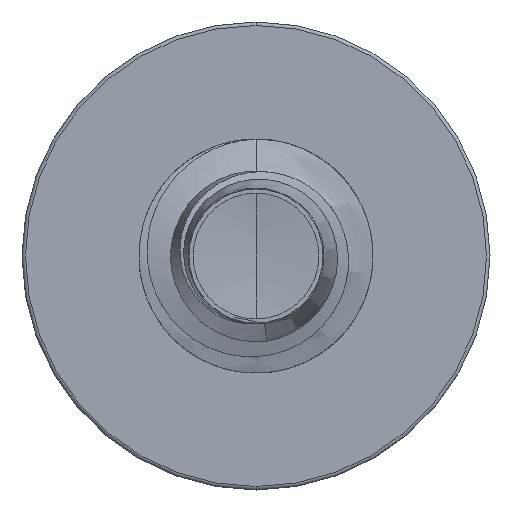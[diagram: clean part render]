
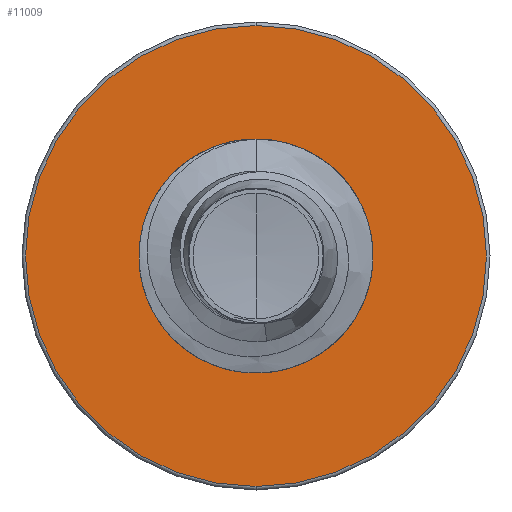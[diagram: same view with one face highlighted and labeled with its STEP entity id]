
A CAD part, front view. The second image highlights one B-rep face of the part: STEP entity #11009.
In plain terms, the highlighted planar face has unit normal (0, -1, 0).
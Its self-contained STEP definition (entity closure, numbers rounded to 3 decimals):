
#302 = AXIS2_PLACEMENT_3D ( 'NONE', #12186, #5236, #13332 ) ;
#431 = CIRCLE ( 'NONE', #9150, 0.866 ) ;
#594 = AXIS2_PLACEMENT_3D ( 'NONE', #1063, #9171, #2228 ) ;
#1063 = CARTESIAN_POINT ( 'NONE',  ( 0., 6.5, 0. ) ) ;
#1170 = EDGE_CURVE ( 'NONE', #2285, #1552, #5542, .T. ) ;
#1552 = VERTEX_POINT ( 'NONE', #5252 ) ;
#2077 = CIRCLE ( 'NONE', #302, 0.866 ) ;
#2228 = DIRECTION ( 'NONE',  ( 0., 0., 1. ) ) ;
#2270 = CIRCLE ( 'NONE', #594, 1.773 ) ;
#2285 = VERTEX_POINT ( 'NONE', #2506 ) ;
#2313 = CARTESIAN_POINT ( 'NONE',  ( 0., 6.5, 0. ) ) ;
#2506 = CARTESIAN_POINT ( 'NONE',  ( 0., 6.5, 1.773 ) ) ;
#2803 = PLANE ( 'NONE',  #7990 ) ;
#3476 = DIRECTION ( 'NONE',  ( 0., 0., 1. ) ) ;
#3598 = EDGE_CURVE ( 'NONE', #1552, #2285, #2270, .T. ) ;
#4423 = FACE_BOUND ( 'NONE', #11975, .T. ) ;
#4835 = EDGE_CURVE ( 'NONE', #7502, #10618, #431, .T. ) ;
#4984 = CARTESIAN_POINT ( 'NONE',  ( 0., 6.5, 0.866 ) ) ;
#5045 = AXIS2_PLACEMENT_3D ( 'NONE', #11532, #10236, #9155 ) ;
#5181 = CARTESIAN_POINT ( 'NONE',  ( 0., 6.5, -0.866 ) ) ;
#5236 = DIRECTION ( 'NONE',  ( 0., 1., 0. ) ) ;
#5252 = CARTESIAN_POINT ( 'NONE',  ( 0., 6.5, -1.773 ) ) ;
#5540 = ORIENTED_EDGE ( 'NONE', *, *, #3598, .F. ) ;
#5542 = CIRCLE ( 'NONE', #5045, 1.773 ) ;
#5658 = ORIENTED_EDGE ( 'NONE', *, *, #1170, .F. ) ;
#5906 = EDGE_CURVE ( 'NONE', #10618, #7502, #2077, .T. ) ;
#6114 = ORIENTED_EDGE ( 'NONE', *, *, #4835, .T. ) ;
#6779 = EDGE_LOOP ( 'NONE', ( #5658, #5540 ) ) ;
#7448 = DIRECTION ( 'NONE',  ( 0., 0., 1. ) ) ;
#7502 = VERTEX_POINT ( 'NONE', #5181 ) ;
#7990 = AXIS2_PLACEMENT_3D ( 'NONE', #8514, #14390, #7448 ) ;
#8514 = CARTESIAN_POINT ( 'NONE',  ( 0., 6.5, -0.866 ) ) ;
#9150 = AXIS2_PLACEMENT_3D ( 'NONE', #2313, #10426, #3476 ) ;
#9155 = DIRECTION ( 'NONE',  ( 0., 0., 1. ) ) ;
#9171 = DIRECTION ( 'NONE',  ( 0., 1., 0. ) ) ;
#10236 = DIRECTION ( 'NONE',  ( 0., 1., 0. ) ) ;
#10426 = DIRECTION ( 'NONE',  ( 0., 1., 0. ) ) ;
#10618 = VERTEX_POINT ( 'NONE', #4984 ) ;
#11009 = ADVANCED_FACE ( 'NONE', ( #12937, #4423 ), #2803, .F. ) ;
#11532 = CARTESIAN_POINT ( 'NONE',  ( 0., 6.5, 0. ) ) ;
#11975 = EDGE_LOOP ( 'NONE', ( #14021, #6114 ) ) ;
#12186 = CARTESIAN_POINT ( 'NONE',  ( 0., 6.5, 0. ) ) ;
#12937 = FACE_OUTER_BOUND ( 'NONE', #6779, .T. ) ;
#13332 = DIRECTION ( 'NONE',  ( 0., 0., 1. ) ) ;
#14021 = ORIENTED_EDGE ( 'NONE', *, *, #5906, .T. ) ;
#14390 = DIRECTION ( 'NONE',  ( 0., 1., 0. ) ) ;
